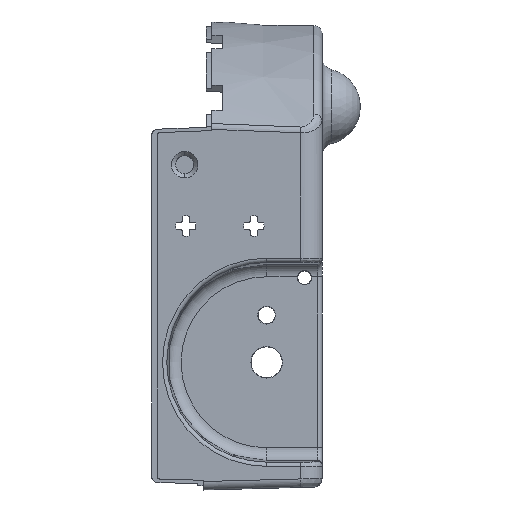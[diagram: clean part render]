
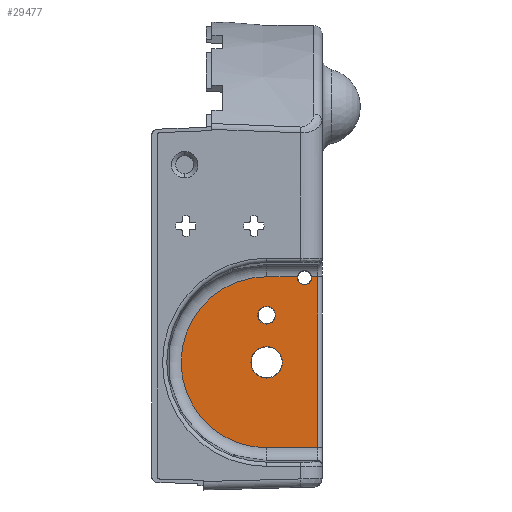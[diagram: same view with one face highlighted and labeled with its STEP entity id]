
A CAD part, left-side view. The second image highlights one B-rep face of the part: STEP entity #29477.
In plain terms, the highlighted planar face has unit normal (-1, 0, 0).
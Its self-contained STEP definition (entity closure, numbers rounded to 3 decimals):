
#7657=CARTESIAN_POINT('',(-37.9,13.,-25.));
#7658=DIRECTION('',(1.,0.,0.));
#7659=DIRECTION('',(0.,0.,-1.));
#7660=AXIS2_PLACEMENT_3D('',#7657,#7658,#7659);
#7665=CARTESIAN_POINT('',(-37.9,13.,-25.));
#7666=DIRECTION('',(1.,0.,0.));
#7667=DIRECTION('',(0.,0.,1.));
#7668=AXIS2_PLACEMENT_3D('',#7665,#7666,#7667);
#7673=CARTESIAN_POINT('',(-37.9,13.,-13.95));
#7674=DIRECTION('',(1.,0.,0.));
#7675=DIRECTION('',(0.,0.,-1.));
#7676=AXIS2_PLACEMENT_3D('',#7673,#7674,#7675);
#7681=CARTESIAN_POINT('',(-37.9,13.,-13.95));
#7682=DIRECTION('',(1.,0.,0.));
#7683=DIRECTION('',(0.,0.,1.));
#7684=AXIS2_PLACEMENT_3D('',#7681,#7682,#7683);
#7689=CARTESIAN_POINT('',(-37.9,4.1,-5.15));
#7690=DIRECTION('',(1.,0.,0.));
#7691=DIRECTION('',(0.,-0.991,0.136));
#7692=AXIS2_PLACEMENT_3D('',#7689,#7690,#7691);
#7697=DIRECTION('',(0.,-1.,0.));
#7698=VECTOR('',#7697,1.44);
#7699=CARTESIAN_POINT('',(-37.9,2.44,-4.922));
#7700=LINE('',#7699,#7698);
#7704=DIRECTION('',(0.,0.,-1.));
#7705=VECTOR('',#7704,40.155);
#7706=CARTESIAN_POINT('',(-37.9,1.,-4.922));
#7707=LINE('',#7706,#7705);
#7711=DIRECTION('',(0.,1.,0.));
#7712=VECTOR('',#7711,12.);
#7713=CARTESIAN_POINT('',(-37.9,1.,-45.078));
#7714=LINE('',#7713,#7712);
#7718=CARTESIAN_POINT('',(-37.9,13.,-25.));
#7719=DIRECTION('',(1.,0.,0.));
#7720=DIRECTION('',(0.,0.,-1.));
#7721=AXIS2_PLACEMENT_3D('',#7718,#7719,#7720);
#7726=DIRECTION('',(0.,-1.,0.));
#7727=VECTOR('',#7726,7.24);
#7728=CARTESIAN_POINT('',(-37.9,13.,-4.922));
#7729=LINE('',#7728,#7727);
#7733=CARTESIAN_POINT('',(-37.9,4.1,-5.15));
#7734=DIRECTION('',(1.,0.,0.));
#7735=DIRECTION('',(0.,0.,-1.));
#7736=AXIS2_PLACEMENT_3D('',#7733,#7734,#7735);
#20683=CARTESIAN_POINT('',(-37.9,1.,-4.922));
#20684=CARTESIAN_POINT('',(-37.9,1.,-45.078));
#20685=VERTEX_POINT('',#20683);
#20686=VERTEX_POINT('',#20684);
#20703=CARTESIAN_POINT('',(-37.9,13.,-45.078));
#20704=CARTESIAN_POINT('',(-37.9,13.,-4.922));
#20705=VERTEX_POINT('',#20703);
#20706=VERTEX_POINT('',#20704);
#21330=CARTESIAN_POINT('',(-37.9,13.,-28.701));
#21331=CARTESIAN_POINT('',(-37.9,13.,-21.299));
#21332=VERTEX_POINT('',#21330);
#21333=VERTEX_POINT('',#21331);
#21334=CARTESIAN_POINT('',(-37.9,13.,-16.026));
#21335=CARTESIAN_POINT('',(-37.9,13.,-11.874));
#21336=VERTEX_POINT('',#21334);
#21337=VERTEX_POINT('',#21335);
#21346=CARTESIAN_POINT('',(-37.9,2.44,-4.922));
#21347=CARTESIAN_POINT('',(-37.9,4.1,-6.826));
#21348=VERTEX_POINT('',#21346);
#21349=VERTEX_POINT('',#21347);
#21350=CARTESIAN_POINT('',(-37.9,5.76,-4.922));
#21351=VERTEX_POINT('',#21350);
#29449=CARTESIAN_POINT('',(-37.9,0.,0.));
#29450=DIRECTION('',(-1.,0.,0.));
#29451=DIRECTION('',(0.,0.,1.));
#29452=AXIS2_PLACEMENT_3D('',#29449,#29450,#29451);
#29453=PLANE('',#29452);
#29454=ORIENTED_EDGE('',*,*,#29361,.F.);
#29455=ORIENTED_EDGE('',*,*,#29342,.T.);
#29456=ORIENTED_EDGE('',*,*,#29186,.T.);
#29458=ORIENTED_EDGE('',*,*,#29457,.T.);
#29460=ORIENTED_EDGE('',*,*,#29459,.T.);
#29461=ORIENTED_EDGE('',*,*,#29336,.T.);
#29463=ORIENTED_EDGE('',*,*,#29462,.F.);
#29464=EDGE_LOOP('',(#29454,#29455,#29456,#29458,#29460,#29461,#29463));
#29465=FACE_OUTER_BOUND('',#29464,.F.);
#29466=ORIENTED_EDGE('',*,*,#29439,.F.);
#29468=ORIENTED_EDGE('',*,*,#29467,.F.);
#29469=EDGE_LOOP('',(#29466,#29468));
#29470=FACE_BOUND('',#29469,.F.);
#29472=ORIENTED_EDGE('',*,*,#29471,.F.);
#29474=ORIENTED_EDGE('',*,*,#29473,.F.);
#29475=EDGE_LOOP('',(#29472,#29474));
#29476=FACE_BOUND('',#29475,.F.);
#29477=ADVANCED_FACE('',(#29465,#29470,#29476),#29453,.T.);
#7661=CIRCLE('',#7660,3.701);
#7669=CIRCLE('',#7668,3.701);
#7677=CIRCLE('',#7676,2.076);
#7685=CIRCLE('',#7684,2.076);
#7693=CIRCLE('',#7692,1.676);
#7722=CIRCLE('',#7721,20.078);
#7737=CIRCLE('',#7736,1.676);
#29186=EDGE_CURVE('',#20685,#20686,#7707,.T.);
#29336=EDGE_CURVE('',#20706,#21351,#7729,.T.);
#29342=EDGE_CURVE('',#21348,#20685,#7700,.T.);
#29361=EDGE_CURVE('',#21348,#21349,#7693,.T.);
#29439=EDGE_CURVE('',#21332,#21333,#7661,.T.);
#29457=EDGE_CURVE('',#20686,#20705,#7714,.T.);
#29459=EDGE_CURVE('',#20705,#20706,#7722,.T.);
#29462=EDGE_CURVE('',#21349,#21351,#7737,.T.);
#29467=EDGE_CURVE('',#21333,#21332,#7669,.T.);
#29471=EDGE_CURVE('',#21336,#21337,#7677,.T.);
#29473=EDGE_CURVE('',#21337,#21336,#7685,.T.);
